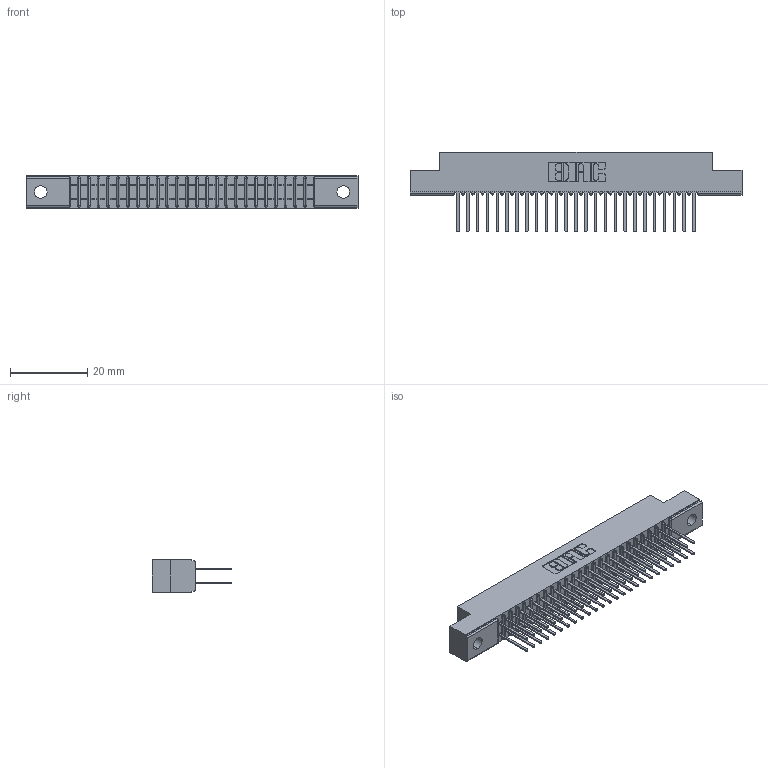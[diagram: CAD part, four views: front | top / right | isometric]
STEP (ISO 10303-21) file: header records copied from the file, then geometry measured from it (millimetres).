
FILE_DESCRIPTION (( 'STEP AP203' ), '1' );
FILE_NAME ('391-050-522-202.STEP', '2018-08-09T05:09:10', ( '' ), ( '' ), 'SwSTEP 2.0', 'SolidWorks 2016', '' );
FILE_SCHEMA (( 'CONFIG_CONTROL_DESIGN' ));
Length unit declared in the file: inch
Products named in the file (3): 341 Part_.128 (3.25) Dia Mounting Holes; 341-292-001_341-292-122; 391-050-522-202
Assembly tree (51 placements, depth 2):
  391-050-522-202
    341 Part_.128 (3.25) Dia Mounting Holes
    341-292-001_341-292-122  x50
Bounding box: 85.72 x 20.62 x 8.38 mm (x, y, z)
Volume: 4900.6 mm3; surface area: 10579.7 mm2
Topology: 51 solids, 51 shells, 3416 faces, 9891 edges, 6406 vertices
Faces by surface type: plane 2068, cylinder 1248, sphere 52, torus 48
Entity records: 32522 total; most frequent: CARTESIAN_POINT 5407, ORIENTED_EDGE 5370, DIRECTION 5259, EDGE_CURVE 2685, LINE 2151, VECTOR 2151, VERTEX_POINT 1702, AXIS2_PLACEMENT_3D 1554
